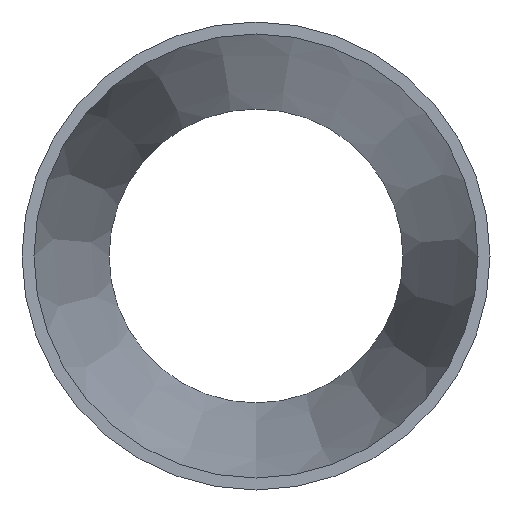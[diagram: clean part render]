
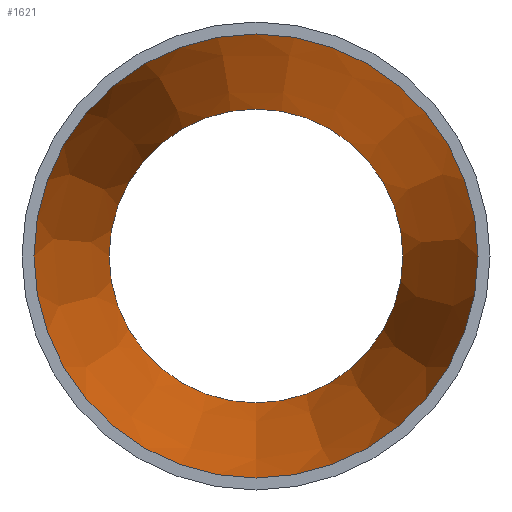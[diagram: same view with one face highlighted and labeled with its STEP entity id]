
A CAD part, front view. The second image highlights one B-rep face of the part: STEP entity #1621.
In plain terms, the highlighted conical face has half-angle 10.323 degrees and reference radius 75.434 mm.
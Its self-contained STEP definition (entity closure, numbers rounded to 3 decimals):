
#185 = ORIENTED_EDGE ( 'NONE', *, *, #12699, .T. ) ;
#1249 = DIRECTION ( 'NONE',  ( 0., 0., -1. ) ) ;
#1262 = FACE_BOUND ( 'NONE', #20611, .T. ) ;
#1621 = ADVANCED_FACE ( 'NONE', ( #1262, #6035 ), #7532, .F. ) ;
#3406 = CARTESIAN_POINT ( 'NONE',  ( 0., 140., 0. ) ) ;
#3859 = CARTESIAN_POINT ( 'NONE',  ( 0., 0., 0. ) ) ;
#4148 = DIRECTION ( 'NONE',  ( 0., 0., -1. ) ) ;
#4735 = AXIS2_PLACEMENT_3D ( 'NONE', #3859, #17587, #4148 ) ;
#5789 = ORIENTED_EDGE ( 'NONE', *, *, #23614, .F. ) ;
#5897 = DIRECTION ( 'NONE',  ( 0., -1., 0. ) ) ;
#6035 = FACE_OUTER_BOUND ( 'NONE', #10359, .T. ) ;
#7532 = CONICAL_SURFACE ( 'NONE', #26844, 75.434, 0.18 ) ;
#7758 = VERTEX_POINT ( 'NONE', #14654 ) ;
#8352 = CARTESIAN_POINT ( 'NONE',  ( 0., 0., 0. ) ) ;
#9935 = DIRECTION ( 'NONE',  ( 0., 0., -1. ) ) ;
#10359 = EDGE_LOOP ( 'NONE', ( #185 ) ) ;
#12699 = EDGE_CURVE ( 'NONE', #7758, #7758, #15344, .T. ) ;
#14654 = CARTESIAN_POINT ( 'NONE',  ( 0., 0., -75.434 ) ) ;
#15344 = CIRCLE ( 'NONE', #4735, 75.434 ) ;
#16979 = CARTESIAN_POINT ( 'NONE',  ( 0., 140., -49.934 ) ) ;
#17587 = DIRECTION ( 'NONE',  ( 0., -1., 0. ) ) ;
#20611 = EDGE_LOOP ( 'NONE', ( #5789 ) ) ;
#21365 = AXIS2_PLACEMENT_3D ( 'NONE', #3406, #23600, #1249 ) ;
#23600 = DIRECTION ( 'NONE',  ( 0., -1., 0. ) ) ;
#23614 = EDGE_CURVE ( 'NONE', #27924, #27924, #28246, .T. ) ;
#26844 = AXIS2_PLACEMENT_3D ( 'NONE', #8352, #5897, #9935 ) ;
#27924 = VERTEX_POINT ( 'NONE', #16979 ) ;
#28246 = CIRCLE ( 'NONE', #21365, 49.934 ) ;
